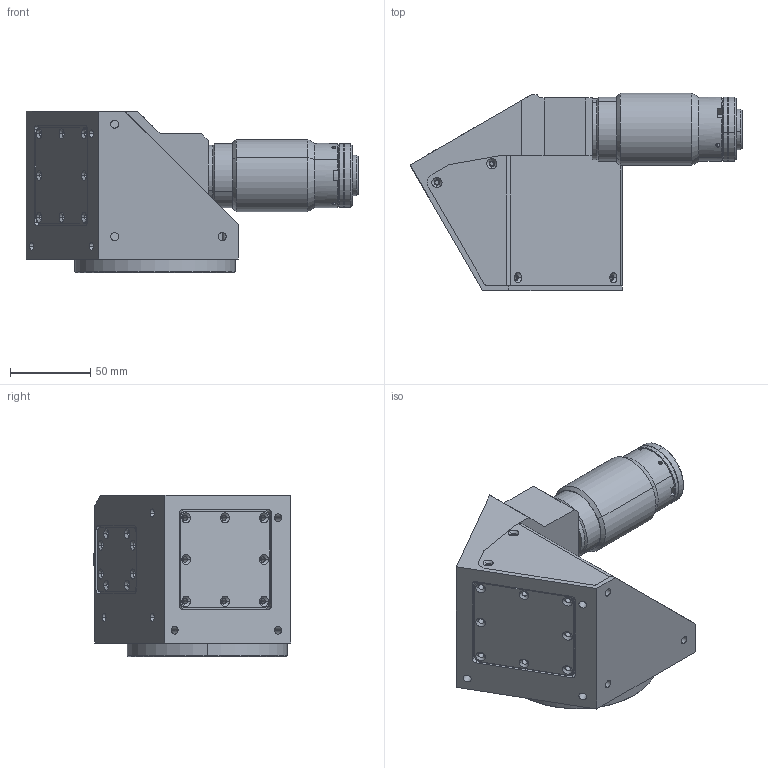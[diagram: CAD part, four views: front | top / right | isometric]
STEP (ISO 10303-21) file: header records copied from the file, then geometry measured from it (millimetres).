
FILE_DESCRIPTION (( 'STEP AP214' ), '1' );
FILE_NAME ('TCCR4M064-C.STEP', '2015-07-21T10:05:56', ( '' ), ( '' ), 'SwSTEP 2.0', 'SolidWorks 2013', '' );
FILE_SCHEMA (( 'AUTOMOTIVE_DESIGN' ));
Length unit declared in the file: millimetre
Products named in the file (1): TCCR4M064-C
Bounding box: 206.88 x 123 x 100.5 mm (x, y, z)
Surface area: 97731.5 mm2 (no closed solid volume)
Topology: 0 solids, 13 shells, 302 faces, 912 edges, 622 vertices
Faces by surface type: cylinder 142, plane 90, cone 68, sphere 2
Entity records: 13849 total; most frequent: CARTESIAN_POINT 2113, DIRECTION 1891, ORIENTED_EDGE 1509, EDGE_CURVE 912, AXIS2_PLACEMENT_3D 706, VERTEX_POINT 622, LINE 479, VECTOR 479
